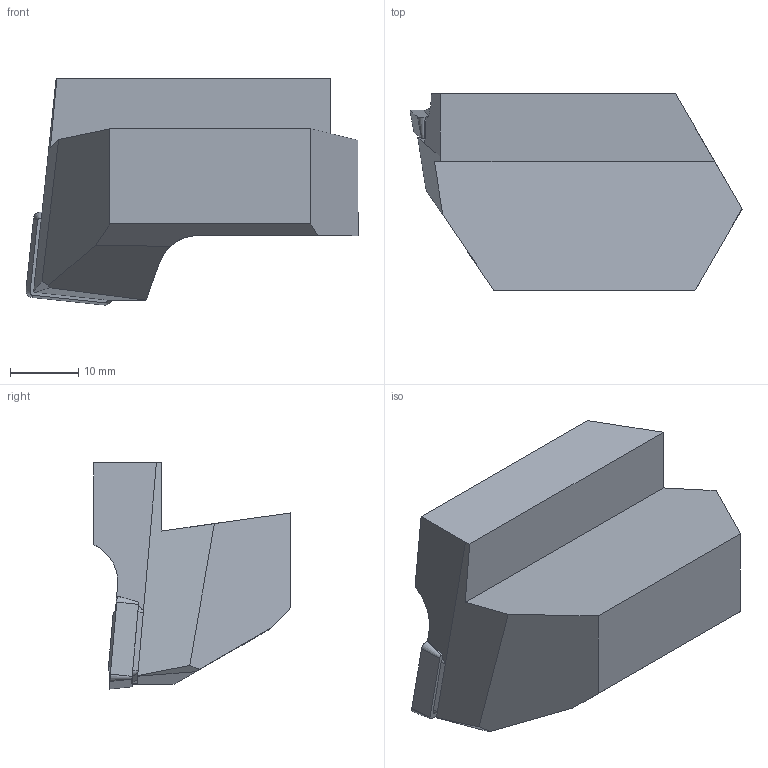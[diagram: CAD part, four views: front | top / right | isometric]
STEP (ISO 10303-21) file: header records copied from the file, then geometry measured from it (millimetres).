
FILE_DESCRIPTION(/* description */ (''),/* implementation_level */ '2;1');
FILE_NAME(/* name */ '1550053422343.stp',/* time_stamp */ '2019-02-13T11:23:59+01:00',/* author */ (''),/* organization */ ('SMS'),/* preprocessor_version */ 'ST-DEVELOPER v15',/* originating_system */ 'SIEMENS PLM Software NX 8.5',/* authorisation */ '');
FILE_SCHEMA (('AUTOMOTIVE_DESIGN { 1 0 10303 214 3 1 1 1 }'));
Length unit declared in the file: millimetre
Products named in the file (4): 201024009mod000_00; ASSEMBLY_CONSTRUCTION; 201012610mod000_00; 201024041mod000_01
Assembly tree (3 placements, depth 2):
  201024041mod000_01
    201012610mod000_00
    ASSEMBLY_CONSTRUCTION
    201024009mod000_00
Bounding box: 48.74 x 28.88 x 33.21 mm (x, y, z)
Volume: 20920.7 mm3; surface area: 5925 mm2
Topology: 2 solids, 2 shells, 67 faces, 180 edges, 128 vertices
Faces by surface type: plane 45, cone 10, torus 8, cylinder 4
Full cylindrical faces by diameter (mm): 4 x2
Entity records: 2298 total; most frequent: CARTESIAN_POINT 431, DIRECTION 351, ORIENTED_EDGE 340, EDGE_CURVE 170, VERTEX_POINT 130, LINE 125, VECTOR 125, AXIS2_PLACEMENT_3D 113
